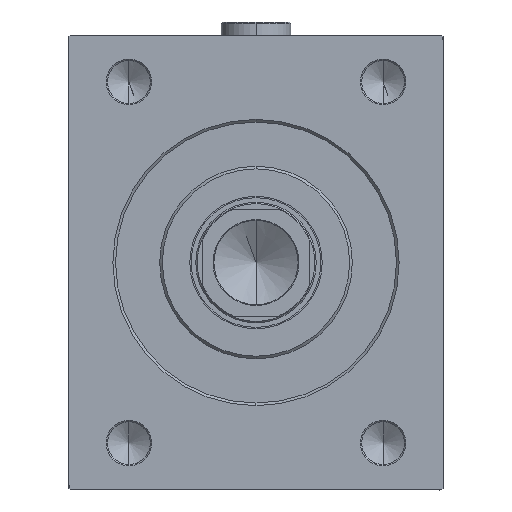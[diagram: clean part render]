
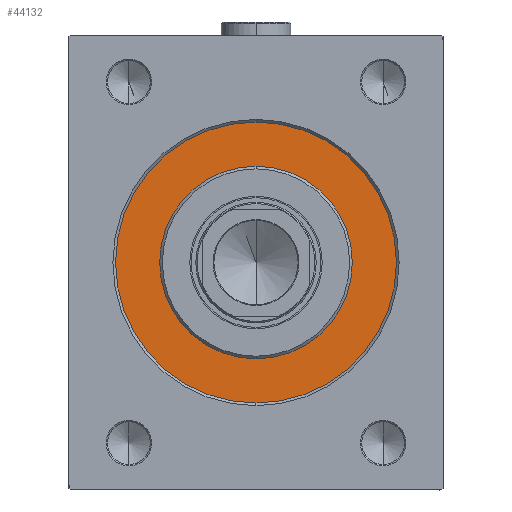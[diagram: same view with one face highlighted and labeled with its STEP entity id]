
A CAD part, left-side view. The second image highlights one B-rep face of the part: STEP entity #44132.
In plain terms, the highlighted face is planar.
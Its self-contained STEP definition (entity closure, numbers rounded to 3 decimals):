
#70 = EDGE_LOOP ( 'NONE', ( #43764, #11027 ) ) ;
#1782 = CIRCLE ( 'NONE', #4760, 52.5 ) ;
#1989 = FACE_BOUND ( 'NONE', #70, .T. ) ;
#3705 = AXIS2_PLACEMENT_3D ( 'NONE', #45535, #3924, #28420 ) ;
#3924 = DIRECTION ( 'NONE',  ( -1., 0., 0. ) ) ;
#4278 = CARTESIAN_POINT ( 'NONE',  ( 0., 0., 52.5 ) ) ;
#4760 = AXIS2_PLACEMENT_3D ( 'NONE', #29748, #21991, #9199 ) ;
#6667 = CIRCLE ( 'NONE', #3705, 52.5 ) ;
#8506 = EDGE_LOOP ( 'NONE', ( #28204, #42330 ) ) ;
#9199 = DIRECTION ( 'NONE',  ( 0., 0., 1. ) ) ;
#9694 = CARTESIAN_POINT ( 'NONE',  ( 0., 0., 0. ) ) ;
#11027 = ORIENTED_EDGE ( 'NONE', *, *, #45719, .F. ) ;
#11577 = CARTESIAN_POINT ( 'NONE',  ( 0., 0., -36. ) ) ;
#11778 = EDGE_CURVE ( 'NONE', #18968, #26798, #1782, .T. ) ;
#12183 = DIRECTION ( 'NONE',  ( 0., 0., 1. ) ) ;
#16099 = DIRECTION ( 'NONE',  ( -1., 0., 0. ) ) ;
#16328 = PLANE ( 'NONE',  #34896 ) ;
#16463 = VERTEX_POINT ( 'NONE', #20498 ) ;
#17953 = AXIS2_PLACEMENT_3D ( 'NONE', #34466, #37708, #19919 ) ;
#18968 = VERTEX_POINT ( 'NONE', #29194 ) ;
#19852 = DIRECTION ( 'NONE',  ( 1., 0., 0. ) ) ;
#19919 = DIRECTION ( 'NONE',  ( 0., 0., -1. ) ) ;
#20498 = CARTESIAN_POINT ( 'NONE',  ( 0., 0., 36. ) ) ;
#20928 = CIRCLE ( 'NONE', #17953, 36. ) ;
#21991 = DIRECTION ( 'NONE',  ( -1., 0., 0. ) ) ;
#23317 = DIRECTION ( 'NONE',  ( 0., 0., -1. ) ) ;
#23868 = AXIS2_PLACEMENT_3D ( 'NONE', #9694, #19852, #23317 ) ;
#26798 = VERTEX_POINT ( 'NONE', #4278 ) ;
#28204 = ORIENTED_EDGE ( 'NONE', *, *, #11778, .F. ) ;
#28420 = DIRECTION ( 'NONE',  ( 0., 0., 1. ) ) ;
#29194 = CARTESIAN_POINT ( 'NONE',  ( 0., 0., -52.5 ) ) ;
#29748 = CARTESIAN_POINT ( 'NONE',  ( 0., 0., 0. ) ) ;
#29938 = CARTESIAN_POINT ( 'NONE',  ( 0., 0., 0. ) ) ;
#34073 = EDGE_CURVE ( 'NONE', #26798, #18968, #6667, .T. ) ;
#34466 = CARTESIAN_POINT ( 'NONE',  ( 0., 0., 0. ) ) ;
#34896 = AXIS2_PLACEMENT_3D ( 'NONE', #29938, #16099, #12183 ) ;
#37708 = DIRECTION ( 'NONE',  ( 1., 0., 0. ) ) ;
#38693 = VERTEX_POINT ( 'NONE', #11577 ) ;
#41585 = CIRCLE ( 'NONE', #23868, 36. ) ;
#42330 = ORIENTED_EDGE ( 'NONE', *, *, #34073, .F. ) ;
#43764 = ORIENTED_EDGE ( 'NONE', *, *, #45210, .F. ) ;
#44132 = ADVANCED_FACE ( 'NONE', ( #1989, #44286 ), #16328, .F. ) ;
#44286 = FACE_OUTER_BOUND ( 'NONE', #8506, .T. ) ;
#45210 = EDGE_CURVE ( 'NONE', #16463, #38693, #41585, .T. ) ;
#45535 = CARTESIAN_POINT ( 'NONE',  ( 0., 0., 0. ) ) ;
#45719 = EDGE_CURVE ( 'NONE', #38693, #16463, #20928, .T. ) ;
